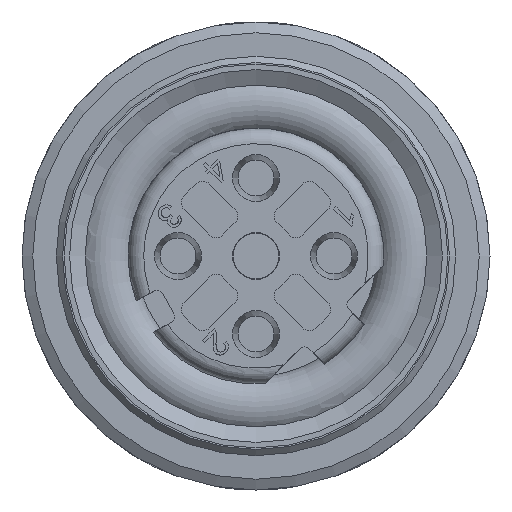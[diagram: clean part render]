
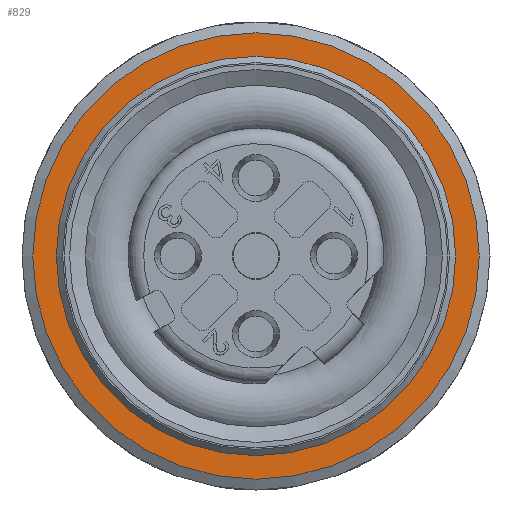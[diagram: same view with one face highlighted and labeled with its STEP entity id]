
A CAD part, front view. The second image highlights one B-rep face of the part: STEP entity #829.
In plain terms, the highlighted planar face has unit normal (0, -1, 0).
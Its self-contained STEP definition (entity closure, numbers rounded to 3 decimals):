
#354=FACE_BOUND('',#2153,.T.);
#355=FACE_BOUND('',#2154,.T.);
#829=ADVANCED_FACE('',(#354,#355),#1222,.F.);
#1222=PLANE('',#9681);
#2153=EDGE_LOOP('',(#4968));
#2154=EDGE_LOOP('',(#4969));
#4968=ORIENTED_EDGE('',*,*,#7554,.F.);
#4969=ORIENTED_EDGE('',*,*,#7860,.T.);
#6596=VERTEX_POINT('',#14357);
#6801=VERTEX_POINT('',#15475);
#7554=EDGE_CURVE('',#6596,#6596,#8987,.T.);
#7860=EDGE_CURVE('',#6801,#6801,#9067,.T.);
#8987=CIRCLE('',#9498,6.4);
#9067=CIRCLE('',#9680,7.154);
#9498=AXIS2_PLACEMENT_3D('',#14356,#10685,#10686);
#9680=AXIS2_PLACEMENT_3D('',#15474,#11242,#11243);
#9681=AXIS2_PLACEMENT_3D('',#15476,#11244,#11245);
#10685=DIRECTION('',(0.,-1.,0.));
#10686=DIRECTION('',(-1.,0.,0.));
#11242=DIRECTION('',(0.,-1.,0.));
#11243=DIRECTION('',(-1.,0.,0.));
#11244=DIRECTION('',(0.,1.,0.));
#11245=DIRECTION('',(1.,0.,0.));
#14356=CARTESIAN_POINT('',(50.,42.5,0.));
#14357=CARTESIAN_POINT('',(43.6,42.5,0.));
#15474=CARTESIAN_POINT('',(50.,42.5,0.));
#15475=CARTESIAN_POINT('',(42.846,42.5,0.));
#15476=CARTESIAN_POINT('',(42.846,42.5,0.));
